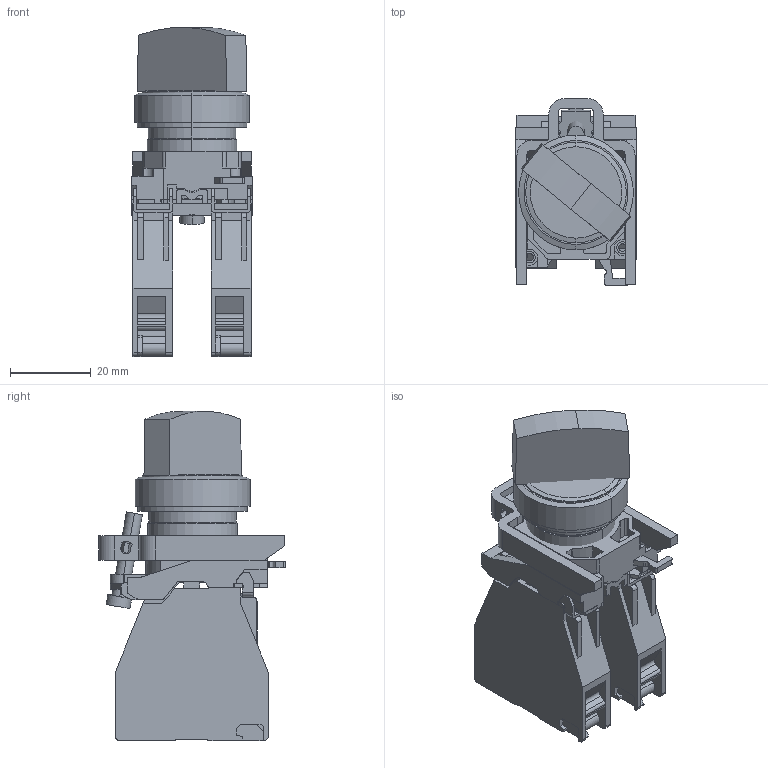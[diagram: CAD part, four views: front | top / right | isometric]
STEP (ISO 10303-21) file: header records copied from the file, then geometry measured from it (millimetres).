
FILE_DESCRIPTION(('STEP AP242'),'1');
FILE_NAME('xb4bd25gex.stp','2019-09-04T16:17:03',('TraceParts'),('TraceParts S.A.'),'Spatial InterOp 3D',' ',' ');
FILE_SCHEMA(('AP242_MANAGED_MODEL_BASED_3D_ENGINEERING_MIM_LF {1 0 10303 442 1 1 4}'));
Length unit declared in the file: millimetre
Products named in the file (1): xb4bd25gex_1
Bounding box: 29.9 x 46.3 x 81.69 mm (x, y, z)
Volume: 42625.5 mm3; surface area: 24025.9 mm2
Topology: 9 solids, 9 shells, 902 faces, 2521 edges, 1669 vertices
Faces by surface type: plane 683, cylinder 211, torus 4, sphere 2, bspline 2
Entity records: 28997 total; most frequent: CARTESIAN_POINT 5291, ORIENTED_EDGE 5042, DIRECTION 4765, EDGE_CURVE 2521, LINE 2017, VECTOR 2017, VERTEX_POINT 1669, AXIS2_PLACEMENT_3D 1374
